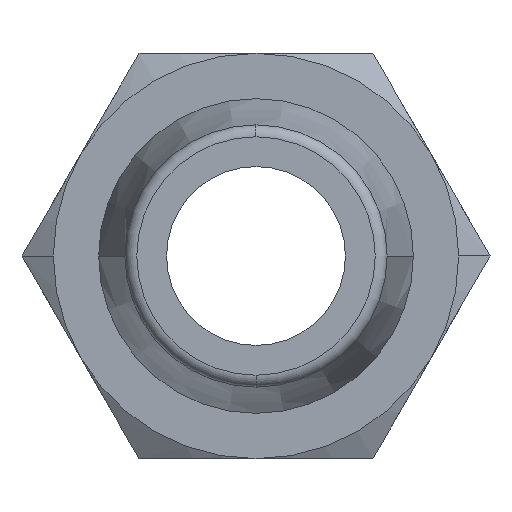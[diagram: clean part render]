
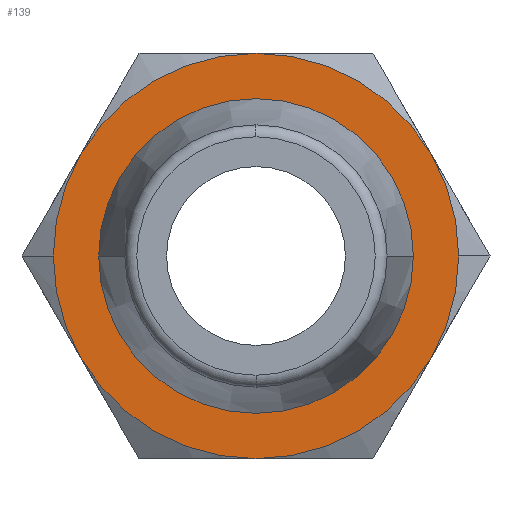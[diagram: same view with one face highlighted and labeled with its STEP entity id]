
A CAD part, front view. The second image highlights one B-rep face of the part: STEP entity #139.
In plain terms, the highlighted planar face has unit normal (0, -1, 0).
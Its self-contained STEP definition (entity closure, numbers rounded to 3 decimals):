
#139=ADVANCED_FACE('',(#299,#300),#301,.T.);
#299=FACE_OUTER_BOUND('',#476,.T.);
#300=FACE_BOUND('',#477,.T.);
#301=PLANE('',#478);
#476=EDGE_LOOP('',(#813,#814,#815,#816,#817,#818,#819,#820));
#477=EDGE_LOOP('',(#821,#822));
#478=AXIS2_PLACEMENT_3D('',#823,#824,#825);
#813=ORIENTED_EDGE('',*,*,#1050,.F.);
#814=ORIENTED_EDGE('',*,*,#1163,.F.);
#815=ORIENTED_EDGE('',*,*,#1100,.F.);
#816=ORIENTED_EDGE('',*,*,#1177,.F.);
#817=ORIENTED_EDGE('',*,*,#1124,.F.);
#818=ORIENTED_EDGE('',*,*,#1075,.F.);
#819=ORIENTED_EDGE('',*,*,#1178,.F.);
#820=ORIENTED_EDGE('',*,*,#1179,.F.);
#821=ORIENTED_EDGE('',*,*,#1105,.F.);
#822=ORIENTED_EDGE('',*,*,#1180,.F.);
#823=CARTESIAN_POINT('',(4.25,20.2,0.0));
#824=DIRECTION('',(-0.0,-1.0,-0.0));
#825=DIRECTION('',(-1.0,0.0,0.0));
#1050=EDGE_CURVE('',#1246,#1243,#1248,.T.);
#1075=EDGE_CURVE('',#1287,#1267,#1289,.T.);
#1100=EDGE_CURVE('',#1325,#1327,#1328,.T.);
#1105=EDGE_CURVE('',#1333,#1331,#1335,.T.);
#1124=EDGE_CURVE('',#1267,#1361,#1363,.T.);
#1163=EDGE_CURVE('',#1327,#1246,#1423,.T.);
#1177=EDGE_CURVE('',#1361,#1325,#1442,.T.);
#1178=EDGE_CURVE('',#1443,#1287,#1444,.T.);
#1179=EDGE_CURVE('',#1243,#1443,#1445,.T.);
#1180=EDGE_CURVE('',#1331,#1333,#1446,.T.);
#1243=VERTEX_POINT('',#1516);
#1246=VERTEX_POINT('',#1520);
#1248=CIRCLE('',#1533,8.5);
#1267=VERTEX_POINT('',#1568);
#1287=VERTEX_POINT('',#1624);
#1289=CIRCLE('',#1637,8.5);
#1325=VERTEX_POINT('',#1745);
#1327=VERTEX_POINT('',#1758);
#1328=CIRCLE('',#1759,8.5);
#1331=VERTEX_POINT('',#1773);
#1333=VERTEX_POINT('',#1776);
#1335=CIRCLE('',#1779,6.6);
#1361=VERTEX_POINT('',#1832);
#1363=CIRCLE('',#1835,8.5);
#1423=CIRCLE('',#1926,8.5);
#1442=CIRCLE('',#1947,8.5);
#1443=VERTEX_POINT('',#1948);
#1444=CIRCLE('',#1949,8.5);
#1445=CIRCLE('',#1950,8.5);
#1446=CIRCLE('',#1951,6.6);
#1516=CARTESIAN_POINT('',(8.5,20.2,0.));
#1520=CARTESIAN_POINT('',(7.361,20.2,4.25));
#1533=AXIS2_PLACEMENT_3D('',#2088,#2089,#2090);
#1568=CARTESIAN_POINT('',(-7.361,20.2,-4.25));
#1624=CARTESIAN_POINT('',(0.0,20.2,-8.5));
#1637=AXIS2_PLACEMENT_3D('',#2117,#2118,#2119);
#1745=CARTESIAN_POINT('',(-7.361,20.2,4.25));
#1758=CARTESIAN_POINT('',(0.,20.2,8.5));
#1759=AXIS2_PLACEMENT_3D('',#2141,#2142,#2143);
#1773=CARTESIAN_POINT('',(6.6,20.2,0.));
#1776=CARTESIAN_POINT('',(-6.6,20.2,0.));
#1779=AXIS2_PLACEMENT_3D('',#2146,#2147,#2148);
#1832=CARTESIAN_POINT('',(-8.5,20.2,0.));
#1835=AXIS2_PLACEMENT_3D('',#2173,#2174,#2175);
#1926=AXIS2_PLACEMENT_3D('',#2242,#2243,#2244);
#1947=AXIS2_PLACEMENT_3D('',#2268,#2269,#2270);
#1948=CARTESIAN_POINT('',(7.361,20.2,-4.25));
#1949=AXIS2_PLACEMENT_3D('',#2271,#2272,#2273);
#1950=AXIS2_PLACEMENT_3D('',#2274,#2275,#2276);
#1951=AXIS2_PLACEMENT_3D('',#2277,#2278,#2279);
#2088=CARTESIAN_POINT('',(0.0,20.2,0.0));
#2089=DIRECTION('',(-0.0,1.0,0.0));
#2090=DIRECTION('',(1.0,0.0,0.0));
#2117=CARTESIAN_POINT('',(0.0,20.2,0.0));
#2118=DIRECTION('',(-0.0,1.0,0.0));
#2119=DIRECTION('',(1.0,0.0,0.0));
#2141=CARTESIAN_POINT('',(0.0,20.2,0.0));
#2142=DIRECTION('',(-0.0,1.0,0.0));
#2143=DIRECTION('',(1.0,0.0,0.0));
#2146=CARTESIAN_POINT('',(0.0,20.2,0.0));
#2147=DIRECTION('',(0.0,-1.0,0.0));
#2148=DIRECTION('',(1.0,0.0,0.0));
#2173=CARTESIAN_POINT('',(0.0,20.2,0.0));
#2174=DIRECTION('',(-0.0,1.0,0.0));
#2175=DIRECTION('',(1.0,0.0,0.0));
#2242=CARTESIAN_POINT('',(0.0,20.2,0.0));
#2243=DIRECTION('',(-0.0,1.0,0.0));
#2244=DIRECTION('',(1.0,0.0,0.0));
#2268=CARTESIAN_POINT('',(0.0,20.2,0.0));
#2269=DIRECTION('',(-0.0,1.0,0.0));
#2270=DIRECTION('',(1.0,0.0,0.0));
#2271=CARTESIAN_POINT('',(0.0,20.2,0.0));
#2272=DIRECTION('',(-0.0,1.0,0.0));
#2273=DIRECTION('',(1.0,0.0,0.0));
#2274=CARTESIAN_POINT('',(0.0,20.2,0.0));
#2275=DIRECTION('',(-0.0,1.0,0.0));
#2276=DIRECTION('',(1.0,0.0,0.0));
#2277=CARTESIAN_POINT('',(0.0,20.2,0.0));
#2278=DIRECTION('',(0.0,-1.0,0.0));
#2279=DIRECTION('',(1.0,0.0,0.0));
